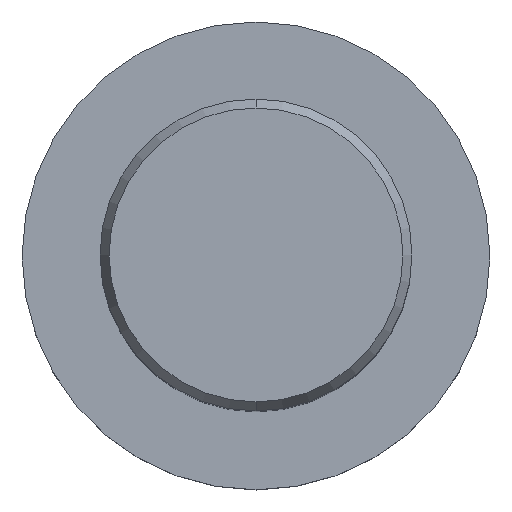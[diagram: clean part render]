
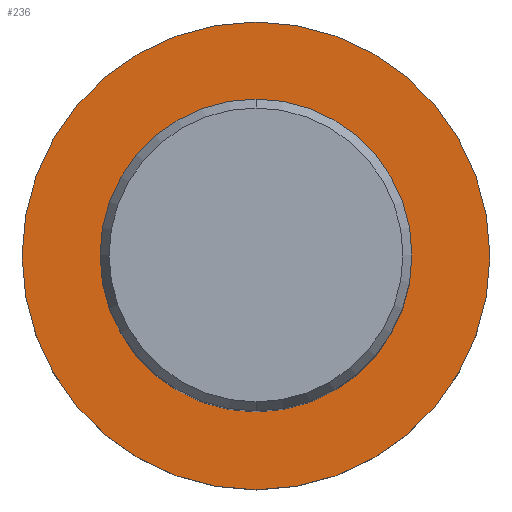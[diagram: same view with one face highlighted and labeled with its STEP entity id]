
A CAD part, top view. The second image highlights one B-rep face of the part: STEP entity #236.
In plain terms, the highlighted planar face has unit normal (0, 0, 1).
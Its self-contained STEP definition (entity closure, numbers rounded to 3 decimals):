
#236=ADVANCED_FACE('',(#605,#606),#607,.T.);
#238=VERTEX_POINT('',#609);
#244=EDGE_CURVE('',#452,#238,#616,.T.);
#290=VERTEX_POINT('',#666);
#370=EDGE_CURVE('',#386,#290,#753,.T.);
#386=VERTEX_POINT('',#771);
#418=EDGE_CURVE('',#238,#452,#806,.T.);
#452=VERTEX_POINT('',#840);
#504=EDGE_CURVE('',#290,#386,#898,.T.);
#605=FACE_BOUND('',#1032,.T.);
#606=FACE_OUTER_BOUND('',#1033,.T.);
#607=PLANE('',#1034);
#609=CARTESIAN_POINT('',(0.0,30.0,-70.0));
#616=CIRCLE('',#1046,30.0);
#666=CARTESIAN_POINT('',(0.,-20.0,-70.0));
#753=CIRCLE('',#1403,20.0);
#771=CARTESIAN_POINT('',(0.0,20.0,-70.0));
#806=CIRCLE('',#1470,30.0);
#840=CARTESIAN_POINT('',(0.,-30.0,-70.0));
#898=CIRCLE('',#1642,20.0);
#1032=EDGE_LOOP('',(#1782,#1783));
#1033=EDGE_LOOP('',(#1784,#1785));
#1034=AXIS2_PLACEMENT_3D('',#1786,#1787,#1788);
#1046=AXIS2_PLACEMENT_3D('',#1797,#1798,#1799);
#1403=AXIS2_PLACEMENT_3D('',#1958,#1959,#1960);
#1470=AXIS2_PLACEMENT_3D('',#2021,#2022,#2023);
#1642=AXIS2_PLACEMENT_3D('',#2111,#2112,#2113);
#1782=ORIENTED_EDGE('',*,*,#370,.T.);
#1783=ORIENTED_EDGE('',*,*,#504,.T.);
#1784=ORIENTED_EDGE('',*,*,#418,.F.);
#1785=ORIENTED_EDGE('',*,*,#244,.F.);
#1786=CARTESIAN_POINT('',(0.0,15.0,-70.0));
#1787=DIRECTION('',(-0.0,0.0,1.0));
#1788=DIRECTION('',(0.0,-1.0,0.0));
#1797=CARTESIAN_POINT('',(0.0,0.0,-70.0));
#1798=DIRECTION('',(0.0,0.0,-1.0));
#1799=DIRECTION('',(0.0,1.0,0.0));
#1958=CARTESIAN_POINT('',(0.0,0.0,-70.0));
#1959=DIRECTION('',(-0.0,0.0,-1.0));
#1960=DIRECTION('',(0.0,1.0,0.0));
#2021=CARTESIAN_POINT('',(0.0,0.0,-70.0));
#2022=DIRECTION('',(0.0,0.0,-1.0));
#2023=DIRECTION('',(0.0,1.0,0.0));
#2111=CARTESIAN_POINT('',(0.0,0.0,-70.0));
#2112=DIRECTION('',(-0.0,0.0,-1.0));
#2113=DIRECTION('',(0.0,1.0,0.0));
